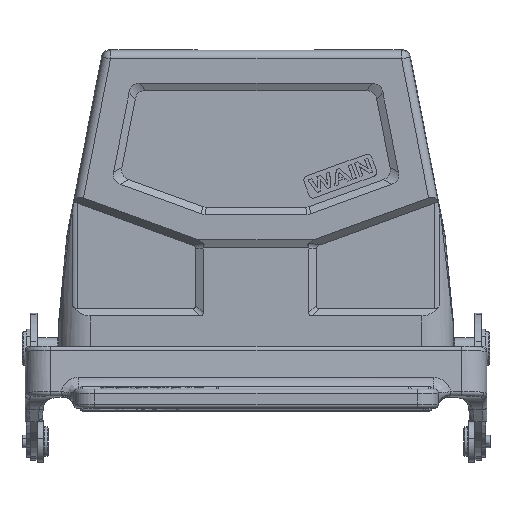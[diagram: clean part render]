
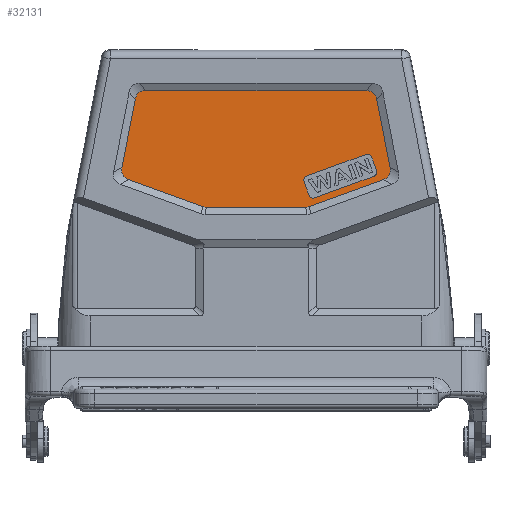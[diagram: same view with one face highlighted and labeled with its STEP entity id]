
A CAD part, top view. The second image highlights one B-rep face of the part: STEP entity #32131.
In plain terms, the highlighted planar face has unit normal (0, 0, 1).
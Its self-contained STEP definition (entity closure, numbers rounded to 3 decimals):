
#7326=DIRECTION('',(0.94,0.342,0.));
#7327=VECTOR('',#7326,18.628);
#7328=CARTESIAN_POINT('',(12.609,6.883,21.5));
#7329=LINE('',#7328,#7327);
#7339=CARTESIAN_POINT('',(11.754,6.732,21.5));
#7340=CARTESIAN_POINT('',(12.048,6.732,21.5));
#7341=CARTESIAN_POINT('',(12.333,6.782,21.5));
#7342=CARTESIAN_POINT('',(12.609,6.883,21.5));
#7348=DIRECTION('',(1.,0.,0.));
#7349=VECTOR('',#7348,23.508);
#7350=CARTESIAN_POINT('',(-11.754,6.732,21.5));
#7351=LINE('',#7350,#7349);
#7361=CARTESIAN_POINT('',(-12.609,6.883,21.5));
#7362=CARTESIAN_POINT('',(-12.333,6.782,21.5));
#7363=CARTESIAN_POINT('',(-12.048,6.732,21.5));
#7364=CARTESIAN_POINT('',(-11.754,6.732,21.5));
#7370=DIRECTION('',(0.94,-0.342,0.));
#7371=VECTOR('',#7370,18.628);
#7372=CARTESIAN_POINT('',(-30.113,13.254,21.5));
#7373=LINE('',#7372,#7371);
#7382=DIRECTION('',(-0.191,-0.982,0.));
#7383=VECTOR('',#7382,16.467);
#7384=CARTESIAN_POINT('',(-28.57,32.245,21.5));
#7385=LINE('',#7384,#7383);
#7396=CARTESIAN_POINT('',(-26.116,34.268,21.5));
#7397=CARTESIAN_POINT('',(-26.803,34.268,21.5));
#7398=CARTESIAN_POINT('',(-27.877,33.904,21.5));
#7399=CARTESIAN_POINT('',(-28.439,32.919,21.5));
#7400=CARTESIAN_POINT('',(-28.57,32.245,21.5));
#7402=DIRECTION('',(-1.,0.,0.));
#7403=VECTOR('',#7402,52.232);
#7404=CARTESIAN_POINT('',(26.116,34.268,21.5));
#7405=LINE('',#7404,#7403);
#7414=CARTESIAN_POINT('',(31.712,16.08,21.5));
#7415=CARTESIAN_POINT('',(31.848,15.381,21.5));
#7416=CARTESIAN_POINT('',(31.684,14.231,21.5));
#7417=CARTESIAN_POINT('',(30.782,13.497,21.5));
#7418=CARTESIAN_POINT('',(30.113,13.254,21.5));
#7420=CARTESIAN_POINT('',(-30.113,13.254,21.5));
#7421=CARTESIAN_POINT('',(-30.782,13.497,21.5));
#7422=CARTESIAN_POINT('',(-31.684,14.231,21.5));
#7423=CARTESIAN_POINT('',(-31.848,15.381,21.5));
#7424=CARTESIAN_POINT('',(-31.712,16.08,21.5));
#7426=DIRECTION('',(0.342,-0.94,0.));
#7427=VECTOR('',#7426,3.5);
#7428=CARTESIAN_POINT('',(11.364,12.815,21.5));
#7429=LINE('',#7428,#7427);
#7430=CARTESIAN_POINT('',(13.501,9.868,21.5));
#7431=DIRECTION('',(0.,0.,1.));
#7432=DIRECTION('',(-0.94,-0.342,0.));
#7433=AXIS2_PLACEMENT_3D('',#7430,#7431,#7432);
#7435=DIRECTION('',(0.94,0.342,0.));
#7436=VECTOR('',#7435,15.);
#7437=CARTESIAN_POINT('',(13.843,8.928,21.5));
#7438=LINE('',#7437,#7436);
#7439=CARTESIAN_POINT('',(27.597,14.998,21.5));
#7440=DIRECTION('',(0.,0.,1.));
#7441=DIRECTION('',(0.342,-0.94,0.));
#7442=AXIS2_PLACEMENT_3D('',#7439,#7440,#7441);
#7444=CARTESIAN_POINT('',(27.597,14.998,21.5));
#7445=DIRECTION('',(0.,0.,1.));
#7446=DIRECTION('',(1.,0.,0.));
#7447=AXIS2_PLACEMENT_3D('',#7444,#7445,#7446);
#7449=DIRECTION('',(-0.342,0.94,0.));
#7450=VECTOR('',#7449,3.5);
#7451=CARTESIAN_POINT('',(28.536,15.34,21.5));
#7452=LINE('',#7451,#7450);
#7453=CARTESIAN_POINT('',(26.4,18.287,21.5));
#7454=DIRECTION('',(0.,0.,1.));
#7455=DIRECTION('',(0.94,0.342,0.));
#7456=AXIS2_PLACEMENT_3D('',#7453,#7454,#7455);
#7458=DIRECTION('',(-0.94,-0.342,0.));
#7459=VECTOR('',#7458,15.);
#7460=CARTESIAN_POINT('',(26.058,19.227,21.5));
#7461=LINE('',#7460,#7459);
#7462=CARTESIAN_POINT('',(12.304,13.157,21.5));
#7463=DIRECTION('',(0.,0.,1.));
#7464=DIRECTION('',(-0.342,0.94,0.));
#7465=AXIS2_PLACEMENT_3D('',#7462,#7463,#7464);
#7467=CARTESIAN_POINT('',(12.304,13.157,21.5));
#7468=DIRECTION('',(0.,0.,1.));
#7469=DIRECTION('',(-1.,0.,0.));
#7470=AXIS2_PLACEMENT_3D('',#7467,#7468,#7469);
#7476=DIRECTION('',(-0.191,0.982,0.));
#7477=VECTOR('',#7476,16.467);
#7478=CARTESIAN_POINT('',(31.712,16.08,21.5));
#7479=LINE('',#7478,#7477);
#7490=CARTESIAN_POINT('',(28.57,32.245,21.5));
#7491=CARTESIAN_POINT('',(28.439,32.919,21.5));
#7492=CARTESIAN_POINT('',(27.877,33.904,21.5));
#7493=CARTESIAN_POINT('',(26.803,34.268,21.5));
#7494=CARTESIAN_POINT('',(26.116,34.268,21.5));
#16077=CARTESIAN_POINT('',(12.609,6.883,21.5));
#16078=VERTEX_POINT('',#16077);
#16079=CARTESIAN_POINT('',(30.113,13.254,21.5));
#16080=VERTEX_POINT('',#16079);
#16081=CARTESIAN_POINT('',(11.754,6.732,21.5));
#16082=VERTEX_POINT('',#16081);
#16083=CARTESIAN_POINT('',(-11.754,6.732,21.5));
#16084=VERTEX_POINT('',#16083);
#16085=CARTESIAN_POINT('',(-12.609,6.883,21.5));
#16086=VERTEX_POINT('',#16085);
#16087=CARTESIAN_POINT('',(-30.113,13.254,21.5));
#16088=VERTEX_POINT('',#16087);
#16089=CARTESIAN_POINT('',(-31.712,16.08,21.5));
#16090=VERTEX_POINT('',#16089);
#16091=CARTESIAN_POINT('',(-28.57,32.245,21.5));
#16092=VERTEX_POINT('',#16091);
#16093=CARTESIAN_POINT('',(-26.116,34.268,21.5));
#16094=VERTEX_POINT('',#16093);
#16095=CARTESIAN_POINT('',(26.116,34.268,21.5));
#16096=VERTEX_POINT('',#16095);
#16097=CARTESIAN_POINT('',(31.712,16.08,21.5));
#16098=CARTESIAN_POINT('',(28.57,32.245,21.5));
#16099=VERTEX_POINT('',#16097);
#16100=VERTEX_POINT('',#16098);
#16101=CARTESIAN_POINT('',(11.364,12.815,21.5));
#16102=CARTESIAN_POINT('',(12.562,9.526,21.5));
#16103=VERTEX_POINT('',#16101);
#16104=VERTEX_POINT('',#16102);
#16105=CARTESIAN_POINT('',(13.843,8.928,21.5));
#16106=VERTEX_POINT('',#16105);
#16107=CARTESIAN_POINT('',(27.939,14.059,21.5));
#16108=VERTEX_POINT('',#16107);
#16109=CARTESIAN_POINT('',(28.597,14.998,21.5));
#16110=VERTEX_POINT('',#16109);
#16111=CARTESIAN_POINT('',(28.536,15.34,21.5));
#16112=VERTEX_POINT('',#16111);
#16113=CARTESIAN_POINT('',(27.339,18.629,21.5));
#16114=VERTEX_POINT('',#16113);
#16115=CARTESIAN_POINT('',(26.058,19.227,21.5));
#16116=VERTEX_POINT('',#16115);
#16117=CARTESIAN_POINT('',(11.962,14.097,21.5));
#16118=VERTEX_POINT('',#16117);
#16119=CARTESIAN_POINT('',(11.304,13.157,21.5));
#16120=VERTEX_POINT('',#16119);
#32087=CARTESIAN_POINT('',(-34.102,12.862,21.5));
#32088=DIRECTION('',(0.,0.,-1.));
#32089=DIRECTION('',(-1.,0.,0.));
#32090=AXIS2_PLACEMENT_3D('',#32087,#32088,#32089);
#32091=PLANE('',#32090);
#32093=ORIENTED_EDGE('',*,*,#32092,.F.);
#32095=ORIENTED_EDGE('',*,*,#32094,.T.);
#32096=ORIENTED_EDGE('',*,*,#31968,.F.);
#32097=ORIENTED_EDGE('',*,*,#31983,.F.);
#32098=ORIENTED_EDGE('',*,*,#31997,.F.);
#32099=ORIENTED_EDGE('',*,*,#32011,.F.);
#32100=ORIENTED_EDGE('',*,*,#32025,.F.);
#32101=ORIENTED_EDGE('',*,*,#32039,.T.);
#32102=ORIENTED_EDGE('',*,*,#32053,.F.);
#32103=ORIENTED_EDGE('',*,*,#32067,.F.);
#32104=ORIENTED_EDGE('',*,*,#32078,.F.);
#32106=ORIENTED_EDGE('',*,*,#32105,.F.);
#32107=EDGE_LOOP('',(#32093,#32095,#32096,#32097,#32098,#32099,#32100,#32101,
#32102,#32103,#32104,#32106));
#32108=FACE_OUTER_BOUND('',#32107,.F.);
#32110=ORIENTED_EDGE('',*,*,#32109,.T.);
#32112=ORIENTED_EDGE('',*,*,#32111,.T.);
#32114=ORIENTED_EDGE('',*,*,#32113,.T.);
#32116=ORIENTED_EDGE('',*,*,#32115,.T.);
#32118=ORIENTED_EDGE('',*,*,#32117,.T.);
#32120=ORIENTED_EDGE('',*,*,#32119,.T.);
#32122=ORIENTED_EDGE('',*,*,#32121,.T.);
#32124=ORIENTED_EDGE('',*,*,#32123,.T.);
#32126=ORIENTED_EDGE('',*,*,#32125,.T.);
#32128=ORIENTED_EDGE('',*,*,#32127,.T.);
#32129=EDGE_LOOP('',(#32110,#32112,#32114,#32116,#32118,#32120,#32122,#32124,
#32126,#32128));
#32130=FACE_BOUND('',#32129,.F.);
#32131=ADVANCED_FACE('',(#32108,#32130),#32091,.F.);
#7343=B_SPLINE_CURVE_WITH_KNOTS('',3,(#7339,#7340,#7341,#7342),.UNSPECIFIED.,
.F.,.F.,(4,4),(0.,1.),.UNSPECIFIED.);
#7365=B_SPLINE_CURVE_WITH_KNOTS('',3,(#7361,#7362,#7363,#7364),.UNSPECIFIED.,
.F.,.F.,(4,4),(0.,1.),.UNSPECIFIED.);
#7401=B_SPLINE_CURVE_WITH_KNOTS('',3,(#7396,#7397,#7398,#7399,#7400),
.UNSPECIFIED.,.F.,.F.,(4,1,4),(0.,0.5,1.),.UNSPECIFIED.);
#7419=B_SPLINE_CURVE_WITH_KNOTS('',3,(#7414,#7415,#7416,#7417,#7418),
.UNSPECIFIED.,.F.,.F.,(4,1,4),(0.,0.5,1.),.UNSPECIFIED.);
#7425=B_SPLINE_CURVE_WITH_KNOTS('',3,(#7420,#7421,#7422,#7423,#7424),
.UNSPECIFIED.,.F.,.F.,(4,1,4),(0.,0.5,1.),.UNSPECIFIED.);
#7434=CIRCLE('',#7433,1.);
#7443=CIRCLE('',#7442,1.);
#7448=CIRCLE('',#7447,1.);
#7457=CIRCLE('',#7456,1.);
#7466=CIRCLE('',#7465,1.);
#7471=CIRCLE('',#7470,1.);
#7495=B_SPLINE_CURVE_WITH_KNOTS('',3,(#7490,#7491,#7492,#7493,#7494),
.UNSPECIFIED.,.F.,.F.,(4,1,4),(0.,0.5,1.),.UNSPECIFIED.);
#31968=EDGE_CURVE('',#16078,#16080,#7329,.T.);
#31983=EDGE_CURVE('',#16082,#16078,#7343,.T.);
#31997=EDGE_CURVE('',#16084,#16082,#7351,.T.);
#32011=EDGE_CURVE('',#16086,#16084,#7365,.T.);
#32025=EDGE_CURVE('',#16088,#16086,#7373,.T.);
#32039=EDGE_CURVE('',#16088,#16090,#7425,.T.);
#32053=EDGE_CURVE('',#16092,#16090,#7385,.T.);
#32067=EDGE_CURVE('',#16094,#16092,#7401,.T.);
#32078=EDGE_CURVE('',#16096,#16094,#7405,.T.);
#32092=EDGE_CURVE('',#16099,#16100,#7479,.T.);
#32094=EDGE_CURVE('',#16099,#16080,#7419,.T.);
#32105=EDGE_CURVE('',#16100,#16096,#7495,.T.);
#32109=EDGE_CURVE('',#16103,#16104,#7429,.T.);
#32111=EDGE_CURVE('',#16104,#16106,#7434,.T.);
#32113=EDGE_CURVE('',#16106,#16108,#7438,.T.);
#32115=EDGE_CURVE('',#16108,#16110,#7443,.T.);
#32117=EDGE_CURVE('',#16110,#16112,#7448,.T.);
#32119=EDGE_CURVE('',#16112,#16114,#7452,.T.);
#32121=EDGE_CURVE('',#16114,#16116,#7457,.T.);
#32123=EDGE_CURVE('',#16116,#16118,#7461,.T.);
#32125=EDGE_CURVE('',#16118,#16120,#7466,.T.);
#32127=EDGE_CURVE('',#16120,#16103,#7471,.T.);
